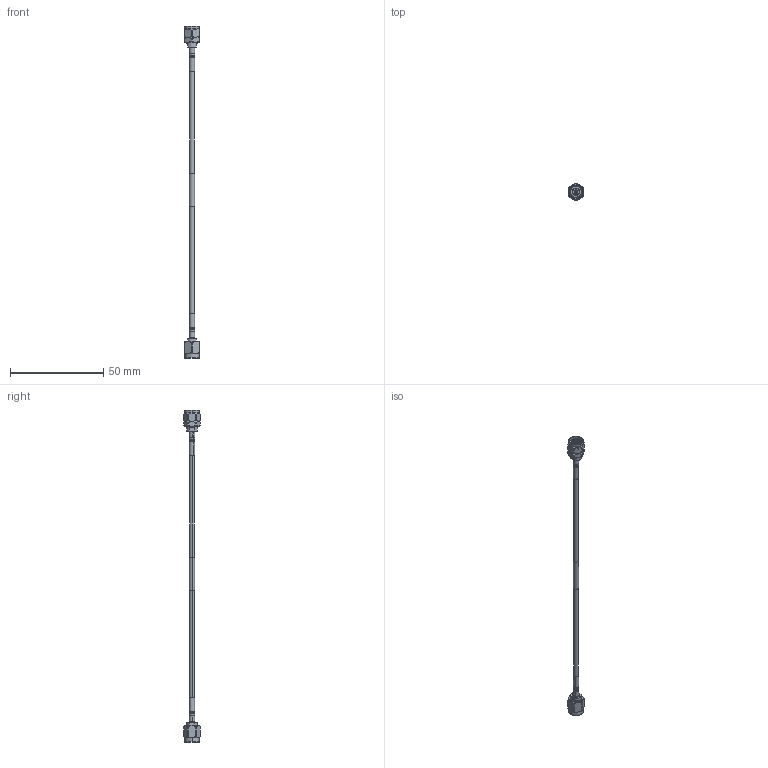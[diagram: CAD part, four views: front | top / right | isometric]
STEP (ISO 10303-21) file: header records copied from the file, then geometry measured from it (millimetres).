
FILE_DESCRIPTION (( 'STEP AP214' ), '1' );
FILE_NAME ('FMCA100347_3D.step', '2025-11-11T18:13:02', ( '' ), ( '' ), 'SwSTEP 2.0', 'SolidWorks 2025', '' );
FILE_SCHEMA (( 'AUTOMOTIVE_DESIGN' ));
Length unit declared in the file: inch
Products named in the file (5): PE45415; PE-SR405FLJ_WITH LABEL; PE45413; Copy of HEAT SHRINK^FMCA100347; FMCA100347_3D
Assembly tree (5 placements, depth 2):
  FMCA100347_3D
    PE-SR405FLJ_WITH LABEL
    PE45413
    PE45415
    Copy of HEAT SHRINK^FMCA100347  x2
Bounding box: 7.92 x 8.88 x 177.93 mm (x, y, z)
Volume: 1646.4 mm3; surface area: 3137.5 mm2
Topology: 9 solids, 9 shells, 276 faces, 657 edges, 418 vertices
Faces by surface type: cylinder 148, plane 64, cone 34, torus 24, bspline 6
Entity records: 10815 total; most frequent: CARTESIAN_POINT 4642, DIRECTION 1287, ORIENTED_EDGE 1226, EDGE_CURVE 613, AXIS2_PLACEMENT_3D 542, VERTEX_POINT 394, EDGE_LOOP 311, CIRCLE 286
